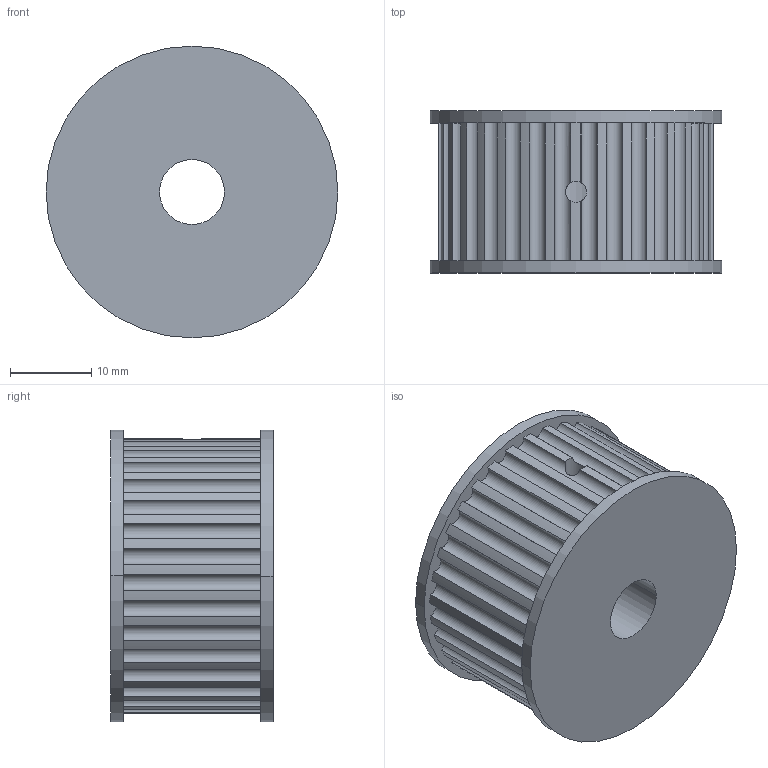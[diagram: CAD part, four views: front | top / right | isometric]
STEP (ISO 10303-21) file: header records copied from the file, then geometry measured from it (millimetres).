
FILE_DESCRIPTION (( 'STEP AP214' ), '1' );
FILE_NAME ('A855 崹魤 HTD3M-36-16, O 瘔錟 12 擤.STEP', '2025-10-27T10:58:53', ( '' ), ( '' ), 'SwSTEP 2.0', 'SolidWorks 2025', '' );
FILE_SCHEMA (( 'AUTOMOTIVE_DESIGN' ));
Length unit declared in the file: millimetre
Products named in the file (1): A855 Шкив HTD3M-36-16, Ø вала 12 мм
Bounding box: 36 x 20 x 36 mm (x, y, z)
Volume: 16478.4 mm3; surface area: 5702.2 mm2
Topology: 1 solids, 1 shells, 99 faces, 292 edges, 194 vertices
Faces by surface type: cylinder 95, plane 4
Entity records: 3609 total; most frequent: CARTESIAN_POINT 790, DIRECTION 650, ORIENTED_EDGE 584, EDGE_CURVE 292, AXIS2_PLACEMENT_3D 276, VERTEX_POINT 194, CIRCLE 176, EDGE_LOOP 104
